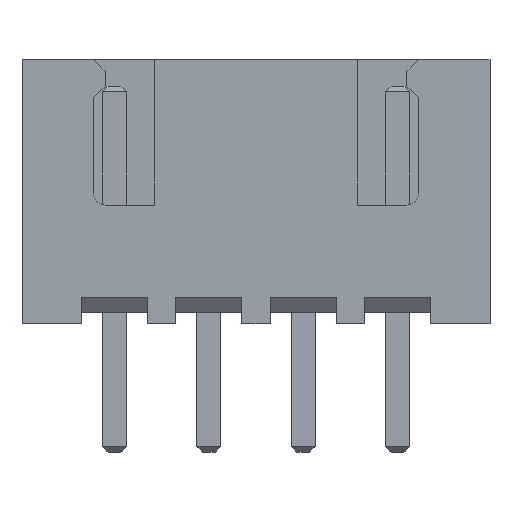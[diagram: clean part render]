
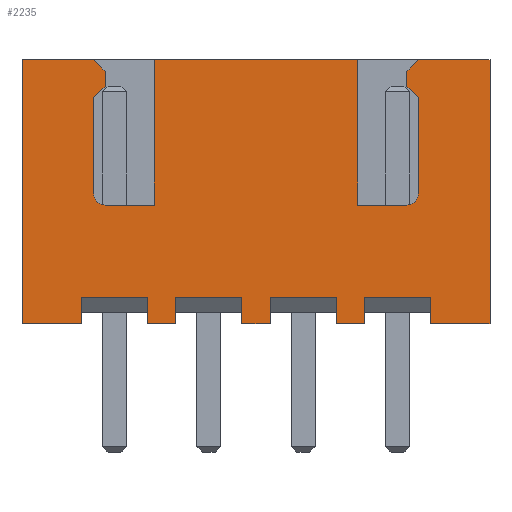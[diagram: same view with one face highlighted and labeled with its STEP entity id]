
A CAD part, front view. The second image highlights one B-rep face of the part: STEP entity #2235.
In plain terms, the highlighted planar face has unit normal (0, -1, 0).
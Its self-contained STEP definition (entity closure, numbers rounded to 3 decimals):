
#33=CIRCLE('',#2382,0.3);
#34=CIRCLE('',#2383,0.3);
#39=FACE_OUTER_BOUND('',#167,.T.);
#167=EDGE_LOOP('',(#1471,#1472,#1473,#1474,#1475,#1476,#1477,#1478,#1479,
#1480,#1481,#1482,#1483,#1484,#1485,#1486,#1487,#1488,#1489,#1490,#1491,
#1492,#1493,#1494,#1495,#1496,#1497,#1498,#1499,#1500,#1501,#1502,#1503,
#1504,#1505,#1506));
#302=LINE('',#3101,#620);
#308=LINE('',#3113,#626);
#309=LINE('',#3116,#627);
#310=LINE('',#3118,#628);
#311=LINE('',#3120,#629);
#312=LINE('',#3122,#630);
#313=LINE('',#3126,#631);
#314=LINE('',#3127,#632);
#315=LINE('',#3129,#633);
#316=LINE('',#3131,#634);
#317=LINE('',#3135,#635);
#318=LINE('',#3137,#636);
#319=LINE('',#3139,#637);
#320=LINE('',#3141,#638);
#321=LINE('',#3143,#639);
#322=LINE('',#3145,#640);
#323=LINE('',#3147,#641);
#324=LINE('',#3149,#642);
#325=LINE('',#3151,#643);
#326=LINE('',#3153,#644);
#327=LINE('',#3155,#645);
#328=LINE('',#3157,#646);
#329=LINE('',#3159,#647);
#330=LINE('',#3161,#648);
#331=LINE('',#3163,#649);
#332=LINE('',#3165,#650);
#333=LINE('',#3167,#651);
#334=LINE('',#3169,#652);
#335=LINE('',#3171,#653);
#336=LINE('',#3173,#654);
#337=LINE('',#3175,#655);
#338=LINE('',#3177,#656);
#339=LINE('',#3179,#657);
#340=LINE('',#3180,#658);
#620=VECTOR('',#2516,1000.);
#626=VECTOR('',#2524,1000.);
#627=VECTOR('',#2527,1000.);
#628=VECTOR('',#2528,1000.);
#629=VECTOR('',#2529,1000.);
#630=VECTOR('',#2530,1000.);
#631=VECTOR('',#2533,1000.);
#632=VECTOR('',#2534,1000.);
#633=VECTOR('',#2535,1000.);
#634=VECTOR('',#2536,1000.);
#635=VECTOR('',#2539,1000.);
#636=VECTOR('',#2540,1000.);
#637=VECTOR('',#2541,1000.);
#638=VECTOR('',#2542,1000.);
#639=VECTOR('',#2543,1000.);
#640=VECTOR('',#2544,1000.);
#641=VECTOR('',#2545,1000.);
#642=VECTOR('',#2546,1000.);
#643=VECTOR('',#2547,1000.);
#644=VECTOR('',#2548,1000.);
#645=VECTOR('',#2549,1000.);
#646=VECTOR('',#2550,1000.);
#647=VECTOR('',#2551,1000.);
#648=VECTOR('',#2552,1000.);
#649=VECTOR('',#2553,1000.);
#650=VECTOR('',#2554,1000.);
#651=VECTOR('',#2555,1000.);
#652=VECTOR('',#2556,1000.);
#653=VECTOR('',#2557,1000.);
#654=VECTOR('',#2558,1000.);
#655=VECTOR('',#2559,1000.);
#656=VECTOR('',#2560,1000.);
#657=VECTOR('',#2561,1000.);
#658=VECTOR('',#2562,1000.);
#938=VERTEX_POINT('',#3098);
#939=VERTEX_POINT('',#3100);
#942=VERTEX_POINT('',#3107);
#944=VERTEX_POINT('',#3111);
#945=VERTEX_POINT('',#3115);
#946=VERTEX_POINT('',#3117);
#947=VERTEX_POINT('',#3119);
#948=VERTEX_POINT('',#3121);
#949=VERTEX_POINT('',#3123);
#950=VERTEX_POINT('',#3125);
#951=VERTEX_POINT('',#3128);
#952=VERTEX_POINT('',#3130);
#953=VERTEX_POINT('',#3132);
#954=VERTEX_POINT('',#3134);
#955=VERTEX_POINT('',#3136);
#956=VERTEX_POINT('',#3138);
#957=VERTEX_POINT('',#3140);
#958=VERTEX_POINT('',#3142);
#959=VERTEX_POINT('',#3144);
#960=VERTEX_POINT('',#3146);
#961=VERTEX_POINT('',#3148);
#962=VERTEX_POINT('',#3150);
#963=VERTEX_POINT('',#3152);
#964=VERTEX_POINT('',#3154);
#965=VERTEX_POINT('',#3156);
#966=VERTEX_POINT('',#3158);
#967=VERTEX_POINT('',#3160);
#968=VERTEX_POINT('',#3162);
#969=VERTEX_POINT('',#3164);
#970=VERTEX_POINT('',#3166);
#971=VERTEX_POINT('',#3168);
#972=VERTEX_POINT('',#3170);
#973=VERTEX_POINT('',#3172);
#974=VERTEX_POINT('',#3174);
#975=VERTEX_POINT('',#3176);
#976=VERTEX_POINT('',#3178);
#1142=EDGE_CURVE('',#938,#939,#302,.T.);
#1148=EDGE_CURVE('',#944,#942,#308,.T.);
#1149=EDGE_CURVE('',#938,#945,#309,.T.);
#1150=EDGE_CURVE('',#945,#946,#310,.T.);
#1151=EDGE_CURVE('',#946,#947,#311,.T.);
#1152=EDGE_CURVE('',#947,#948,#312,.T.);
#1153=EDGE_CURVE('',#948,#949,#33,.T.);
#1154=EDGE_CURVE('',#949,#950,#313,.T.);
#1155=EDGE_CURVE('',#950,#942,#314,.T.);
#1156=EDGE_CURVE('',#951,#944,#315,.T.);
#1157=EDGE_CURVE('',#952,#951,#316,.T.);
#1158=EDGE_CURVE('',#953,#952,#34,.T.);
#1159=EDGE_CURVE('',#954,#953,#317,.T.);
#1160=EDGE_CURVE('',#955,#954,#318,.T.);
#1161=EDGE_CURVE('',#956,#955,#319,.T.);
#1162=EDGE_CURVE('',#957,#956,#320,.T.);
#1163=EDGE_CURVE('',#958,#957,#321,.T.);
#1164=EDGE_CURVE('',#958,#959,#322,.T.);
#1165=EDGE_CURVE('',#959,#960,#323,.T.);
#1166=EDGE_CURVE('',#961,#960,#324,.T.);
#1167=EDGE_CURVE('',#961,#962,#325,.T.);
#1168=EDGE_CURVE('',#962,#963,#326,.T.);
#1169=EDGE_CURVE('',#963,#964,#327,.T.);
#1170=EDGE_CURVE('',#965,#964,#328,.T.);
#1171=EDGE_CURVE('',#965,#966,#329,.T.);
#1172=EDGE_CURVE('',#966,#967,#330,.T.);
#1173=EDGE_CURVE('',#967,#968,#331,.T.);
#1174=EDGE_CURVE('',#969,#968,#332,.T.);
#1175=EDGE_CURVE('',#969,#970,#333,.T.);
#1176=EDGE_CURVE('',#970,#971,#334,.T.);
#1177=EDGE_CURVE('',#971,#972,#335,.T.);
#1178=EDGE_CURVE('',#973,#972,#336,.T.);
#1179=EDGE_CURVE('',#973,#974,#337,.T.);
#1180=EDGE_CURVE('',#974,#975,#338,.T.);
#1181=EDGE_CURVE('',#975,#976,#339,.T.);
#1182=EDGE_CURVE('',#939,#976,#340,.T.);
#1471=ORIENTED_EDGE('',*,*,#1149,.T.);
#1472=ORIENTED_EDGE('',*,*,#1150,.T.);
#1473=ORIENTED_EDGE('',*,*,#1151,.T.);
#1474=ORIENTED_EDGE('',*,*,#1152,.T.);
#1475=ORIENTED_EDGE('',*,*,#1153,.T.);
#1476=ORIENTED_EDGE('',*,*,#1154,.T.);
#1477=ORIENTED_EDGE('',*,*,#1155,.T.);
#1478=ORIENTED_EDGE('',*,*,#1148,.F.);
#1479=ORIENTED_EDGE('',*,*,#1156,.F.);
#1480=ORIENTED_EDGE('',*,*,#1157,.F.);
#1481=ORIENTED_EDGE('',*,*,#1158,.F.);
#1482=ORIENTED_EDGE('',*,*,#1159,.F.);
#1483=ORIENTED_EDGE('',*,*,#1160,.F.);
#1484=ORIENTED_EDGE('',*,*,#1161,.F.);
#1485=ORIENTED_EDGE('',*,*,#1162,.F.);
#1486=ORIENTED_EDGE('',*,*,#1163,.F.);
#1487=ORIENTED_EDGE('',*,*,#1164,.T.);
#1488=ORIENTED_EDGE('',*,*,#1165,.T.);
#1489=ORIENTED_EDGE('',*,*,#1166,.F.);
#1490=ORIENTED_EDGE('',*,*,#1167,.T.);
#1491=ORIENTED_EDGE('',*,*,#1168,.T.);
#1492=ORIENTED_EDGE('',*,*,#1169,.T.);
#1493=ORIENTED_EDGE('',*,*,#1170,.F.);
#1494=ORIENTED_EDGE('',*,*,#1171,.T.);
#1495=ORIENTED_EDGE('',*,*,#1172,.T.);
#1496=ORIENTED_EDGE('',*,*,#1173,.T.);
#1497=ORIENTED_EDGE('',*,*,#1174,.F.);
#1498=ORIENTED_EDGE('',*,*,#1175,.T.);
#1499=ORIENTED_EDGE('',*,*,#1176,.T.);
#1500=ORIENTED_EDGE('',*,*,#1177,.T.);
#1501=ORIENTED_EDGE('',*,*,#1178,.F.);
#1502=ORIENTED_EDGE('',*,*,#1179,.T.);
#1503=ORIENTED_EDGE('',*,*,#1180,.T.);
#1504=ORIENTED_EDGE('',*,*,#1181,.T.);
#1505=ORIENTED_EDGE('',*,*,#1182,.F.);
#1506=ORIENTED_EDGE('',*,*,#1142,.F.);
#2109=PLANE('',#2381);
#2235=ADVANCED_FACE('',(#39),#2109,.F.);
#2381=AXIS2_PLACEMENT_3D('',#3114,#2525,#2526);
#2382=AXIS2_PLACEMENT_3D('',#3124,#2531,#2532);
#2383=AXIS2_PLACEMENT_3D('',#3133,#2537,#2538);
#2516=DIRECTION('',(1.,0.,0.));
#2524=DIRECTION('',(1.,0.,0.));
#2525=DIRECTION('center_axis',(0.,1.,0.));
#2526=DIRECTION('ref_axis',(0.,0.,1.));
#2527=DIRECTION('',(-0.707,0.,-0.707));
#2528=DIRECTION('',(0.,0.,-1.));
#2529=DIRECTION('',(0.707,0.,-0.707));
#2530=DIRECTION('',(0.,0.,-1.));
#2531=DIRECTION('center_axis',(0.,1.,0.));
#2532=DIRECTION('ref_axis',(0.,0.,-1.));
#2533=DIRECTION('',(-1.,0.,0.));
#2534=DIRECTION('',(0.,0.,1.));
#2535=DIRECTION('',(0.,0.,1.));
#2536=DIRECTION('',(1.,0.,0.));
#2537=DIRECTION('center_axis',(0.,-1.,0.));
#2538=DIRECTION('ref_axis',(0.,0.,-1.));
#2539=DIRECTION('',(0.,0.,-1.));
#2540=DIRECTION('',(-0.707,0.,-0.707));
#2541=DIRECTION('',(0.,0.,-1.));
#2542=DIRECTION('',(0.707,0.,-0.707));
#2543=DIRECTION('',(1.,0.,0.));
#2544=DIRECTION('',(0.,0.,-1.));
#2545=DIRECTION('',(1.,0.,0.));
#2546=DIRECTION('',(0.,0.,-1.));
#2547=DIRECTION('',(1.,0.,0.));
#2548=DIRECTION('',(0.,0.,-1.));
#2549=DIRECTION('',(1.,0.,0.));
#2550=DIRECTION('',(0.,0.,-1.));
#2551=DIRECTION('',(1.,0.,0.));
#2552=DIRECTION('',(0.,0.,-1.));
#2553=DIRECTION('',(1.,0.,0.));
#2554=DIRECTION('',(0.,0.,-1.));
#2555=DIRECTION('',(1.,0.,0.));
#2556=DIRECTION('',(0.,0.,-1.));
#2557=DIRECTION('',(1.,0.,0.));
#2558=DIRECTION('',(0.,0.,-1.));
#2559=DIRECTION('',(1.,0.,0.));
#2560=DIRECTION('',(0.,0.,-1.));
#2561=DIRECTION('',(1.,0.,0.));
#2562=DIRECTION('',(0.,0.,-1.));
#3098=CARTESIAN_POINT('',(4.3,-2.875,7.));
#3100=CARTESIAN_POINT('',(6.2,-2.875,7.));
#3101=CARTESIAN_POINT('',(-6.2,-2.875,7.));
#3107=CARTESIAN_POINT('',(2.7,-2.875,7.));
#3111=CARTESIAN_POINT('',(-2.7,-2.875,7.));
#3113=CARTESIAN_POINT('',(-6.2,-2.875,7.));
#3114=CARTESIAN_POINT('Origin',(-6.2,-2.875,7.));
#3115=CARTESIAN_POINT('',(4.,-2.875,6.7));
#3116=CARTESIAN_POINT('',(4.3,-2.875,7.));
#3117=CARTESIAN_POINT('',(4.,-2.875,6.3));
#3118=CARTESIAN_POINT('',(4.,-2.875,6.3));
#3119=CARTESIAN_POINT('',(4.3,-2.875,6.));
#3120=CARTESIAN_POINT('',(4.,-2.875,6.3));
#3121=CARTESIAN_POINT('',(4.3,-2.875,3.45));
#3122=CARTESIAN_POINT('',(4.3,-2.875,6.));
#3123=CARTESIAN_POINT('',(4.,-2.875,3.15));
#3124=CARTESIAN_POINT('Origin',(4.,-2.875,3.45));
#3125=CARTESIAN_POINT('',(2.7,-2.875,3.15));
#3126=CARTESIAN_POINT('',(4.,-2.875,3.15));
#3127=CARTESIAN_POINT('',(2.7,-2.875,7.));
#3128=CARTESIAN_POINT('',(-2.7,-2.875,3.15));
#3129=CARTESIAN_POINT('',(-2.7,-2.875,7.));
#3130=CARTESIAN_POINT('',(-4.,-2.875,3.15));
#3131=CARTESIAN_POINT('',(-4.,-2.875,3.15));
#3132=CARTESIAN_POINT('',(-4.3,-2.875,3.45));
#3133=CARTESIAN_POINT('Origin',(-4.,-2.875,3.45));
#3134=CARTESIAN_POINT('',(-4.3,-2.875,6.));
#3135=CARTESIAN_POINT('',(-4.3,-2.875,6.));
#3136=CARTESIAN_POINT('',(-4.,-2.875,6.3));
#3137=CARTESIAN_POINT('',(-4.,-2.875,6.3));
#3138=CARTESIAN_POINT('',(-4.,-2.875,6.7));
#3139=CARTESIAN_POINT('',(-4.,-2.875,6.3));
#3140=CARTESIAN_POINT('',(-4.3,-2.875,7.));
#3141=CARTESIAN_POINT('',(-4.3,-2.875,7.));
#3142=CARTESIAN_POINT('',(-6.2,-2.875,7.));
#3143=CARTESIAN_POINT('',(-6.2,-2.875,7.));
#3144=CARTESIAN_POINT('',(-6.2,-2.875,0.));
#3145=CARTESIAN_POINT('',(-6.2,-2.875,7.));
#3146=CARTESIAN_POINT('',(-4.625,-2.875,0.));
#3147=CARTESIAN_POINT('',(-6.2,-2.875,0.));
#3148=CARTESIAN_POINT('',(-4.625,-2.875,0.7));
#3149=CARTESIAN_POINT('',(-4.625,-2.875,0.3));
#3150=CARTESIAN_POINT('',(-2.875,-2.875,0.7));
#3151=CARTESIAN_POINT('',(-2.875,-2.875,0.7));
#3152=CARTESIAN_POINT('',(-2.875,-2.875,0.));
#3153=CARTESIAN_POINT('',(-2.875,-2.875,0.3));
#3154=CARTESIAN_POINT('',(-2.125,-2.875,0.));
#3155=CARTESIAN_POINT('',(-6.2,-2.875,0.));
#3156=CARTESIAN_POINT('',(-2.125,-2.875,0.7));
#3157=CARTESIAN_POINT('',(-2.125,-2.875,0.3));
#3158=CARTESIAN_POINT('',(-0.375,-2.875,0.7));
#3159=CARTESIAN_POINT('',(-0.375,-2.875,0.7));
#3160=CARTESIAN_POINT('',(-0.375,-2.875,0.));
#3161=CARTESIAN_POINT('',(-0.375,-2.875,0.3));
#3162=CARTESIAN_POINT('',(0.375,-2.875,0.));
#3163=CARTESIAN_POINT('',(-6.2,-2.875,0.));
#3164=CARTESIAN_POINT('',(0.375,-2.875,0.7));
#3165=CARTESIAN_POINT('',(0.375,-2.875,0.3));
#3166=CARTESIAN_POINT('',(2.125,-2.875,0.7));
#3167=CARTESIAN_POINT('',(2.125,-2.875,0.7));
#3168=CARTESIAN_POINT('',(2.125,-2.875,0.));
#3169=CARTESIAN_POINT('',(2.125,-2.875,0.3));
#3170=CARTESIAN_POINT('',(2.875,-2.875,0.));
#3171=CARTESIAN_POINT('',(-6.2,-2.875,0.));
#3172=CARTESIAN_POINT('',(2.875,-2.875,0.7));
#3173=CARTESIAN_POINT('',(2.875,-2.875,0.3));
#3174=CARTESIAN_POINT('',(4.625,-2.875,0.7));
#3175=CARTESIAN_POINT('',(4.625,-2.875,0.7));
#3176=CARTESIAN_POINT('',(4.625,-2.875,0.));
#3177=CARTESIAN_POINT('',(4.625,-2.875,0.3));
#3178=CARTESIAN_POINT('',(6.2,-2.875,0.));
#3179=CARTESIAN_POINT('',(-6.2,-2.875,0.));
#3180=CARTESIAN_POINT('',(6.2,-2.875,7.));
